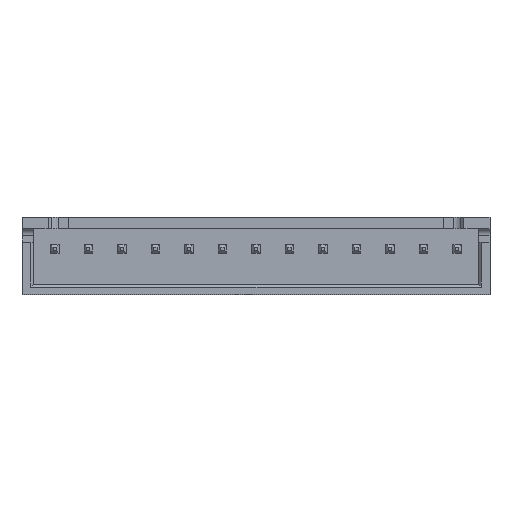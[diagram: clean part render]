
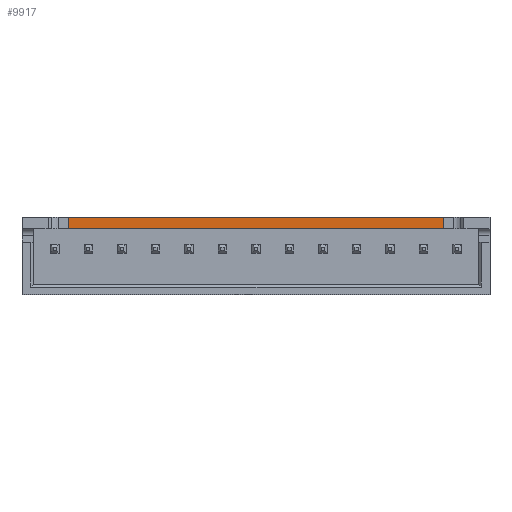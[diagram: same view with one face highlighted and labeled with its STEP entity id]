
A CAD part, top view. The second image highlights one B-rep face of the part: STEP entity #9917.
In plain terms, the highlighted planar face has unit normal (0, 0, 1).
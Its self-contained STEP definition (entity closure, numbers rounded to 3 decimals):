
#525 = PLANE('',#526);
#526 = AXIS2_PLACEMENT_3D('',#527,#528,#529);
#527 = CARTESIAN_POINT('',(32.45,1.5,7.));
#528 = DIRECTION('',(0.,-1.,0.));
#529 = DIRECTION('',(0.,0.,1.));
#579 = PLANE('',#580);
#580 = AXIS2_PLACEMENT_3D('',#581,#582,#583);
#581 = CARTESIAN_POINT('',(32.45,2.35,0.));
#582 = DIRECTION('',(0.,-1.,0.));
#583 = DIRECTION('',(-1.,0.,0.));
#2823 = VERTEX_POINT('',#2824);
#2824 = CARTESIAN_POINT('',(29.,2.35,7.));
#2838 = PLANE('',#2839);
#2839 = AXIS2_PLACEMENT_3D('',#2840,#2841,#2842);
#2840 = CARTESIAN_POINT('',(29.,2.35,7.));
#2841 = DIRECTION('',(1.,0.,0.));
#2842 = DIRECTION('',(0.,0.,-1.));
#2850 = EDGE_CURVE('',#2823,#2851,#2853,.T.);
#2851 = VERTEX_POINT('',#2852);
#2852 = CARTESIAN_POINT('',(1.,2.35,7.));
#2853 = SURFACE_CURVE('',#2854,(#2858,#2865),.PCURVE_S1.);
#2854 = LINE('',#2855,#2856);
#2855 = CARTESIAN_POINT('',(32.45,2.35,7.));
#2856 = VECTOR('',#2857,1.);
#2857 = DIRECTION('',(-1.,0.,0.));
#2858 = PCURVE('',#579,#2859);
#2859 = DEFINITIONAL_REPRESENTATION('',(#2860),#2864);
#2860 = LINE('',#2861,#2862);
#2861 = CARTESIAN_POINT('',(0.,-7.));
#2862 = VECTOR('',#2863,1.);
#2863 = DIRECTION('',(1.,0.));
#2864 = ( GEOMETRIC_REPRESENTATION_CONTEXT(2)
PARAMETRIC_REPRESENTATION_CONTEXT() REPRESENTATION_CONTEXT('2D SPACE',''
) );
#2865 = PCURVE('',#2866,#2871);
#2866 = PLANE('',#2867);
#2867 = AXIS2_PLACEMENT_3D('',#2868,#2869,#2870);
#2868 = CARTESIAN_POINT('',(32.45,2.35,7.));
#2869 = DIRECTION('',(0.,0.,-1.));
#2870 = DIRECTION('',(1.,0.,0.));
#2871 = DEFINITIONAL_REPRESENTATION('',(#2872),#2876);
#2872 = LINE('',#2873,#2874);
#2873 = CARTESIAN_POINT('',(0.,0.));
#2874 = VECTOR('',#2875,1.);
#2875 = DIRECTION('',(-1.,0.));
#2876 = ( GEOMETRIC_REPRESENTATION_CONTEXT(2)
PARAMETRIC_REPRESENTATION_CONTEXT() REPRESENTATION_CONTEXT('2D SPACE',''
) );
#2894 = PLANE('',#2895);
#2895 = AXIS2_PLACEMENT_3D('',#2896,#2897,#2898);
#2896 = CARTESIAN_POINT('',(1.,2.35,7.));
#2897 = DIRECTION('',(1.,0.,0.));
#2898 = DIRECTION('',(0.,0.,-1.));
#4568 = VERTEX_POINT('',#4569);
#4569 = CARTESIAN_POINT('',(29.,1.5,7.));
#4588 = EDGE_CURVE('',#4568,#4589,#4591,.T.);
#4589 = VERTEX_POINT('',#4590);
#4590 = CARTESIAN_POINT('',(1.,1.5,7.));
#4591 = SURFACE_CURVE('',#4592,(#4596,#4603),.PCURVE_S1.);
#4592 = LINE('',#4593,#4594);
#4593 = CARTESIAN_POINT('',(32.45,1.5,7.));
#4594 = VECTOR('',#4595,1.);
#4595 = DIRECTION('',(-1.,0.,0.));
#4596 = PCURVE('',#525,#4597);
#4597 = DEFINITIONAL_REPRESENTATION('',(#4598),#4602);
#4598 = LINE('',#4599,#4600);
#4599 = CARTESIAN_POINT('',(0.,0.));
#4600 = VECTOR('',#4601,1.);
#4601 = DIRECTION('',(0.,1.));
#4602 = ( GEOMETRIC_REPRESENTATION_CONTEXT(2)
PARAMETRIC_REPRESENTATION_CONTEXT() REPRESENTATION_CONTEXT('2D SPACE',''
) );
#4603 = PCURVE('',#2866,#4604);
#4604 = DEFINITIONAL_REPRESENTATION('',(#4605),#4609);
#4605 = LINE('',#4606,#4607);
#4606 = CARTESIAN_POINT('',(0.,0.85));
#4607 = VECTOR('',#4608,1.);
#4608 = DIRECTION('',(-1.,0.));
#4609 = ( GEOMETRIC_REPRESENTATION_CONTEXT(2)
PARAMETRIC_REPRESENTATION_CONTEXT() REPRESENTATION_CONTEXT('2D SPACE',''
) );
#9895 = EDGE_CURVE('',#2851,#4589,#9896,.T.);
#9896 = SURFACE_CURVE('',#9897,(#9901,#9908),.PCURVE_S1.);
#9897 = LINE('',#9898,#9899);
#9898 = CARTESIAN_POINT('',(1.,2.35,7.));
#9899 = VECTOR('',#9900,1.);
#9900 = DIRECTION('',(0.,-1.,0.));
#9901 = PCURVE('',#2894,#9902);
#9902 = DEFINITIONAL_REPRESENTATION('',(#9903),#9907);
#9903 = LINE('',#9904,#9905);
#9904 = CARTESIAN_POINT('',(0.,0.));
#9905 = VECTOR('',#9906,1.);
#9906 = DIRECTION('',(0.,-1.));
#9907 = ( GEOMETRIC_REPRESENTATION_CONTEXT(2)
PARAMETRIC_REPRESENTATION_CONTEXT() REPRESENTATION_CONTEXT('2D SPACE',''
) );
#9908 = PCURVE('',#2866,#9909);
#9909 = DEFINITIONAL_REPRESENTATION('',(#9910),#9914);
#9910 = LINE('',#9911,#9912);
#9911 = CARTESIAN_POINT('',(-31.45,0.));
#9912 = VECTOR('',#9913,1.);
#9913 = DIRECTION('',(0.,1.));
#9914 = ( GEOMETRIC_REPRESENTATION_CONTEXT(2)
PARAMETRIC_REPRESENTATION_CONTEXT() REPRESENTATION_CONTEXT('2D SPACE',''
) );
#9917 = ADVANCED_FACE('',(#9918),#2866,.F.);
#9918 = FACE_BOUND('',#9919,.F.);
#9919 = EDGE_LOOP('',(#9920,#9921,#9942,#9943));
#9920 = ORIENTED_EDGE('',*,*,#2850,.F.);
#9921 = ORIENTED_EDGE('',*,*,#9922,.T.);
#9922 = EDGE_CURVE('',#2823,#4568,#9923,.T.);
#9923 = SURFACE_CURVE('',#9924,(#9928,#9935),.PCURVE_S1.);
#9924 = LINE('',#9925,#9926);
#9925 = CARTESIAN_POINT('',(29.,2.35,7.));
#9926 = VECTOR('',#9927,1.);
#9927 = DIRECTION('',(0.,-1.,0.));
#9928 = PCURVE('',#2866,#9929);
#9929 = DEFINITIONAL_REPRESENTATION('',(#9930),#9934);
#9930 = LINE('',#9931,#9932);
#9931 = CARTESIAN_POINT('',(-3.45,0.));
#9932 = VECTOR('',#9933,1.);
#9933 = DIRECTION('',(0.,1.));
#9934 = ( GEOMETRIC_REPRESENTATION_CONTEXT(2)
PARAMETRIC_REPRESENTATION_CONTEXT() REPRESENTATION_CONTEXT('2D SPACE',''
) );
#9935 = PCURVE('',#2838,#9936);
#9936 = DEFINITIONAL_REPRESENTATION('',(#9937),#9941);
#9937 = LINE('',#9938,#9939);
#9938 = CARTESIAN_POINT('',(0.,0.));
#9939 = VECTOR('',#9940,1.);
#9940 = DIRECTION('',(0.,-1.));
#9941 = ( GEOMETRIC_REPRESENTATION_CONTEXT(2)
PARAMETRIC_REPRESENTATION_CONTEXT() REPRESENTATION_CONTEXT('2D SPACE',''
) );
#9942 = ORIENTED_EDGE('',*,*,#4588,.T.);
#9943 = ORIENTED_EDGE('',*,*,#9895,.F.);
